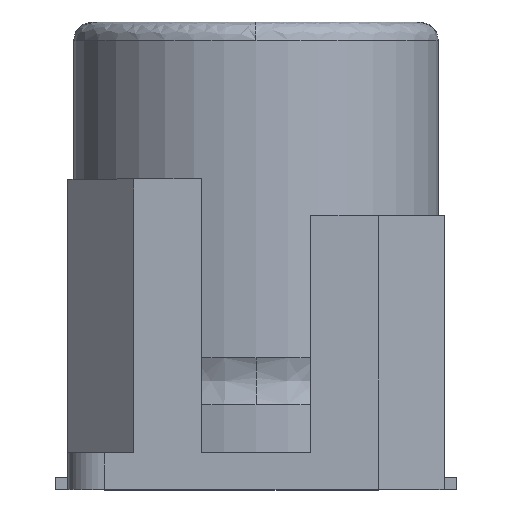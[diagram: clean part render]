
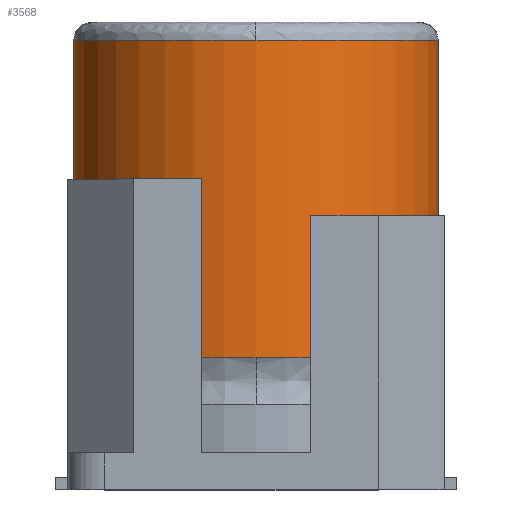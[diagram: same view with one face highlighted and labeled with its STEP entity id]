
A CAD part, top view. The second image highlights one B-rep face of the part: STEP entity #3568.
In plain terms, the highlighted cylindrical face has radius 5 mm (diameter 10 mm), a partial arc.
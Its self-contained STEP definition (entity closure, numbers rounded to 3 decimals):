
#198 = DIRECTION ( 'NONE',  ( 1., 0., 0. ) ) ;
#488 = VERTEX_POINT ( 'NONE', #1360 ) ;
#510 = AXIS2_PLACEMENT_3D ( 'NONE', #1217, #3270, #198 ) ;
#615 = ORIENTED_EDGE ( 'NONE', *, *, #6412, .T. ) ;
#1129 = ORIENTED_EDGE ( 'NONE', *, *, #4593, .T. ) ;
#1189 = CIRCLE ( 'NONE', #5149, 5. ) ;
#1217 = CARTESIAN_POINT ( 'NONE',  ( 0., 2.6, 0. ) ) ;
#1360 = CARTESIAN_POINT ( 'NONE',  ( -5., 11.3, 0. ) ) ;
#1443 = AXIS2_PLACEMENT_3D ( 'NONE', #2756, #1761, #3884 ) ;
#1571 = LINE ( 'NONE', #4752, #1821 ) ;
#1635 = DIRECTION ( 'NONE',  ( 0., -1., 0. ) ) ;
#1655 = VECTOR ( 'NONE', #4822, 1000. ) ;
#1658 = FACE_OUTER_BOUND ( 'NONE', #4029, .T. ) ;
#1716 = DIRECTION ( 'NONE',  ( 1., 0., 0. ) ) ;
#1761 = DIRECTION ( 'NONE',  ( 0., -1., 0. ) ) ;
#1821 = VECTOR ( 'NONE', #1635, 1000. ) ;
#1849 = VERTEX_POINT ( 'NONE', #6021 ) ;
#2168 = EDGE_CURVE ( 'NONE', #2299, #488, #2244, .T. ) ;
#2244 = CIRCLE ( 'NONE', #1443, 5. ) ;
#2283 = CARTESIAN_POINT ( 'NONE',  ( 0., 11.3, 0. ) ) ;
#2299 = VERTEX_POINT ( 'NONE', #3903 ) ;
#2674 = VERTEX_POINT ( 'NONE', #3877 ) ;
#2756 = CARTESIAN_POINT ( 'NONE',  ( 0., 11.3, 0. ) ) ;
#2784 = DIRECTION ( 'NONE',  ( 1., 0., 0. ) ) ;
#2812 = ORIENTED_EDGE ( 'NONE', *, *, #6641, .T. ) ;
#2816 = DIRECTION ( 'NONE',  ( 0., -1., 0. ) ) ;
#2860 = DIRECTION ( 'NONE',  ( 0., -1., 0. ) ) ;
#3270 = DIRECTION ( 'NONE',  ( 0., 1., 0. ) ) ;
#3317 = CARTESIAN_POINT ( 'NONE',  ( -5., 7.2, 0. ) ) ;
#3391 = ORIENTED_EDGE ( 'NONE', *, *, #2168, .T. ) ;
#3393 = ORIENTED_EDGE ( 'NONE', *, *, #6560, .F. ) ;
#3568 = ADVANCED_FACE ( 'NONE', ( #1658 ), #4954, .T. ) ;
#3877 = CARTESIAN_POINT ( 'NONE',  ( 5., 11.3, 0. ) ) ;
#3884 = DIRECTION ( 'NONE',  ( 1., 0., 0. ) ) ;
#3903 = CARTESIAN_POINT ( 'NONE',  ( 0., 11.3, 5. ) ) ;
#4029 = EDGE_LOOP ( 'NONE', ( #2812, #3391, #1129, #6484, #615, #3393 ) ) ;
#4158 = LINE ( 'NONE', #3317, #1655 ) ;
#4348 = CARTESIAN_POINT ( 'NONE',  ( 0., 2.6, 0. ) ) ;
#4580 = EDGE_CURVE ( 'NONE', #5590, #6532, #4721, .T. ) ;
#4593 = EDGE_CURVE ( 'NONE', #488, #5590, #4158, .T. ) ;
#4721 = CIRCLE ( 'NONE', #510, 5. ) ;
#4752 = CARTESIAN_POINT ( 'NONE',  ( 5., 7.2, 0. ) ) ;
#4792 = CARTESIAN_POINT ( 'NONE',  ( 0., 7.2, 0. ) ) ;
#4822 = DIRECTION ( 'NONE',  ( 0., -1., 0. ) ) ;
#4954 = CYLINDRICAL_SURFACE ( 'NONE', #5066, 5. ) ;
#5066 = AXIS2_PLACEMENT_3D ( 'NONE', #4792, #2816, #1716 ) ;
#5149 = AXIS2_PLACEMENT_3D ( 'NONE', #2283, #2860, #2784 ) ;
#5236 = DIRECTION ( 'NONE',  ( 0., 1., 0. ) ) ;
#5590 = VERTEX_POINT ( 'NONE', #5593 ) ;
#5593 = CARTESIAN_POINT ( 'NONE',  ( -5., 2.6, 0. ) ) ;
#5981 = AXIS2_PLACEMENT_3D ( 'NONE', #4348, #5236, #6267 ) ;
#6021 = CARTESIAN_POINT ( 'NONE',  ( 5., 2.6, 0. ) ) ;
#6267 = DIRECTION ( 'NONE',  ( 1., 0., 0. ) ) ;
#6291 = CARTESIAN_POINT ( 'NONE',  ( 0., 2.6, 5. ) ) ;
#6412 = EDGE_CURVE ( 'NONE', #6532, #1849, #6661, .T. ) ;
#6484 = ORIENTED_EDGE ( 'NONE', *, *, #4580, .T. ) ;
#6532 = VERTEX_POINT ( 'NONE', #6291 ) ;
#6560 = EDGE_CURVE ( 'NONE', #2674, #1849, #1571, .T. ) ;
#6641 = EDGE_CURVE ( 'NONE', #2674, #2299, #1189, .T. ) ;
#6661 = CIRCLE ( 'NONE', #5981, 5. ) ;
